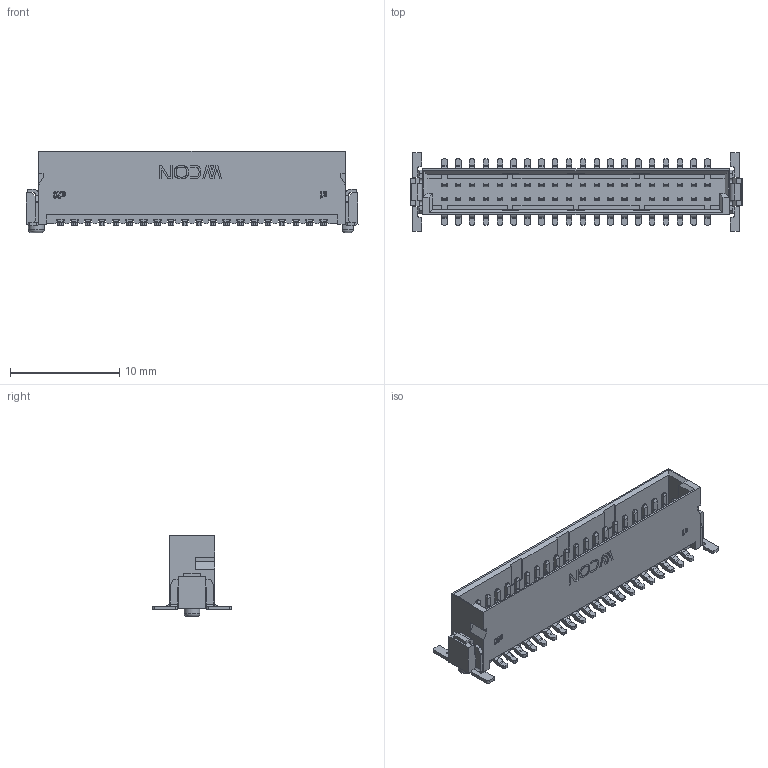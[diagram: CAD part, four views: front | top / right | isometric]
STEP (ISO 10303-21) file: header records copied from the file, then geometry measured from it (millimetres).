
FILE_DESCRIPTION( ('This file contains a STEP AP42 implementation' ,'as created by ZW3D STEP Interface translator.') ,'2;1' );
FILE_NAME( '3910-P040-067MSXWR1W.stp' ,'23 412.115750', (''), ('ZWCAD Software Co.'), 'Version 1.0', 'ZW3D to STEP translator', '' );
FILE_SCHEMA(('AUTOMOTIVE_DESIGN { 1 0 10303 214 1 1 1 1 }'));
Length unit declared in the file: millimetre
Products named in the file (2): 0; 3910-P040-067MS3WR1W
Bounding box: 30.45 x 7.2 x 7.45 mm (x, y, z)
Volume: 343.5 mm3; surface area: 1489.5 mm2
Topology: 1 solids, 1 shells, 2463 faces, 6759 edges, 4395 vertices
Faces by surface type: plane 1933, cylinder 500, bspline 29, torus 1
Full cylindrical faces by diameter (mm): 1.45 x1
Entity records: 80905 total; most frequent: CARTESIAN_POINT 15826, ORIENTED_EDGE 13518, DIRECTION 12303, EDGE_CURVE 6759, VECTOR 5441, LINE 5441, VERTEX_POINT 4395, AXIS2_PLACEMENT_3D 3431
